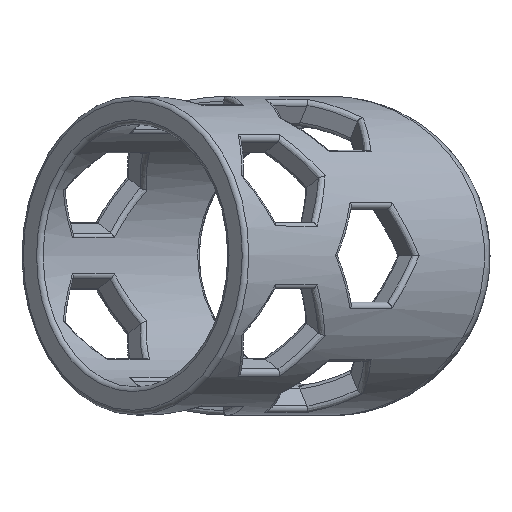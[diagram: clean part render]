
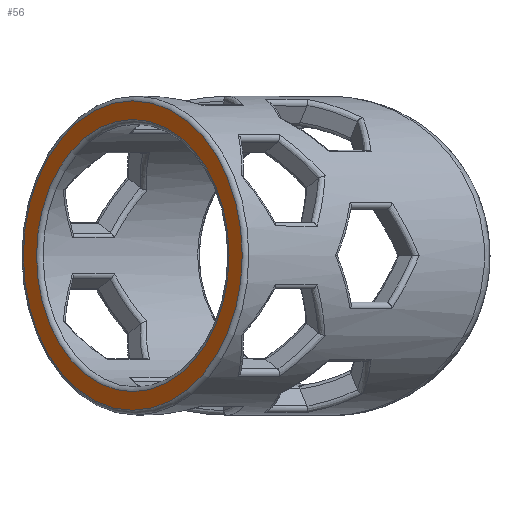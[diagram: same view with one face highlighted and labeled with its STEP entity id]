
A CAD part, top view. The second image highlights one B-rep face of the part: STEP entity #56.
In plain terms, the highlighted planar face has unit normal (-0.707, 0, 0.707).
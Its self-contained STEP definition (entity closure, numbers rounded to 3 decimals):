
#56=ADVANCED_FACE('',(#482,#484),#486,.T.);
#482=FACE_BOUND('',#483,.T.);
#483=EDGE_LOOP('',(#13440));
#484=FACE_BOUND('',#485,.T.);
#485=EDGE_LOOP('',(#13441));
#486=PLANE('',#487);
#487=AXIS2_PLACEMENT_3D('',#488,#489,#490);
#488=CARTESIAN_POINT('',(-21.213,0.,51.213));
#489=DIRECTION('',(-0.707,0.,0.707));
#490=DIRECTION('',(-0.707,0.,-0.707));
#13440=ORIENTED_EDGE('',*,*,#15274,.T.);
#13441=ORIENTED_EDGE('',*,*,#15275,.T.);
#15274=EDGE_CURVE('',#16330,#16330,#16331,.T.);
#15275=EDGE_CURVE('',#16332,#16332,#16333,.F.);
#16330=VERTEX_POINT('',#18874);
#16331=CIRCLE('',#18875,16.6);
#16332=VERTEX_POINT('',#18879);
#16333=CIRCLE('',#18880,14.6);
#18874=CARTESIAN_POINT('',(-32.951,0.,39.475));
#18875=AXIS2_PLACEMENT_3D('',#18876,#18877,#18878);
#18876=CARTESIAN_POINT('',(-21.213,0.,51.213));
#18877=DIRECTION('',(-0.707,0.,0.707));
#18878=DIRECTION('',(-0.707,0.,-0.707));
#18879=CARTESIAN_POINT('',(-31.537,0.,40.889));
#18880=AXIS2_PLACEMENT_3D('',#18881,#18882,#18883);
#18881=CARTESIAN_POINT('',(-21.213,0.,51.213));
#18882=DIRECTION('',(-0.707,0.,0.707));
#18883=DIRECTION('',(-0.707,0.,-0.707));
